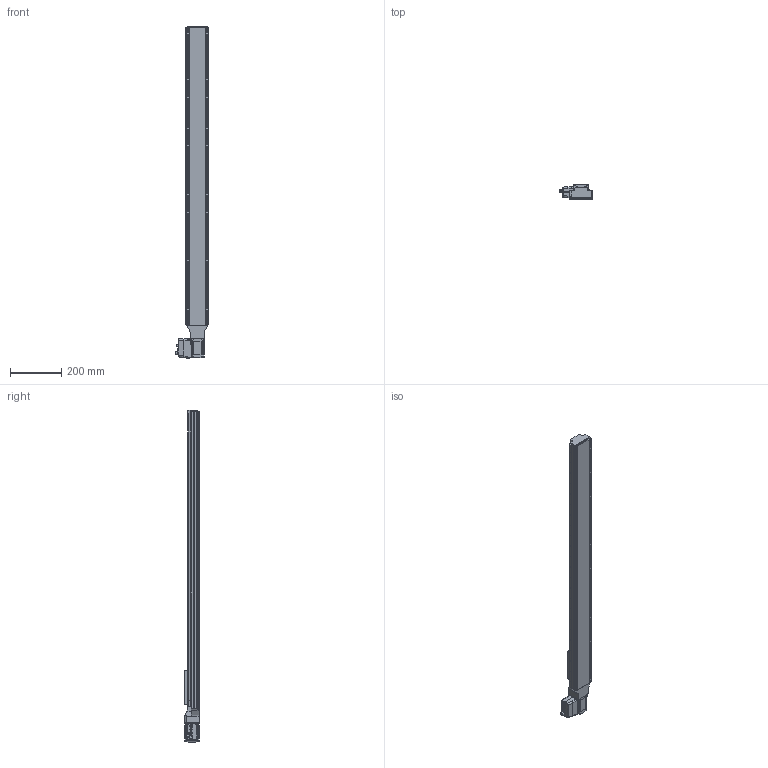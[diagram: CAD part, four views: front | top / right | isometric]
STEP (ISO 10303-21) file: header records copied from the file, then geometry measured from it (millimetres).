
FILE_DESCRIPTION (( 'STEP AP203' ), '1' );
FILE_NAME ('X-LRT1000xL-C.step', '2023-05-25T20:46:53', ( '' ), ( '' ), 'SwSTEP 2.0', 'SolidWorks 2019', '' );
FILE_SCHEMA (( 'CONFIG_CONTROL_DESIGN' ));
Length unit declared in the file: millimetre
Products named in the file (4): LRT_motor^LRT_X-LRT; X-LRT1000xL-C; LRT_carriage^LRT_LRT; LRT_base^LRT_LRT1000
Assembly tree (3 placements, depth 2):
  X-LRT1000xL-C
    LRT_base^LRT_LRT1000
    LRT_motor^LRT_X-LRT
    LRT_carriage^LRT_LRT
Bounding box: 131 x 58 x 1299 mm (x, y, z)
Volume: 4648428.5 mm3; surface area: 622115.5 mm2
Topology: 33 solids, 33 shells, 1034 faces, 2732 edges, 1806 vertices
Faces by surface type: plane 579, cylinder 423, bspline 18, cone 6, sphere 4, torus 4
Entity records: 33707 total; most frequent: CARTESIAN_POINT 7171, DIRECTION 5512, ORIENTED_EDGE 5432, EDGE_CURVE 2716, AXIS2_PLACEMENT_3D 1948, VERTEX_POINT 1798, VECTOR 1616, LINE 1616
